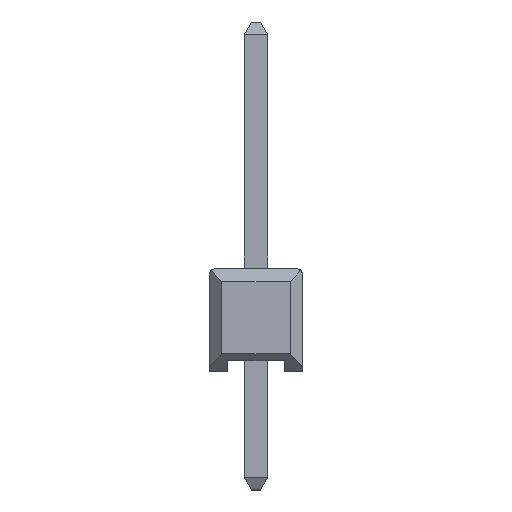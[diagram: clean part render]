
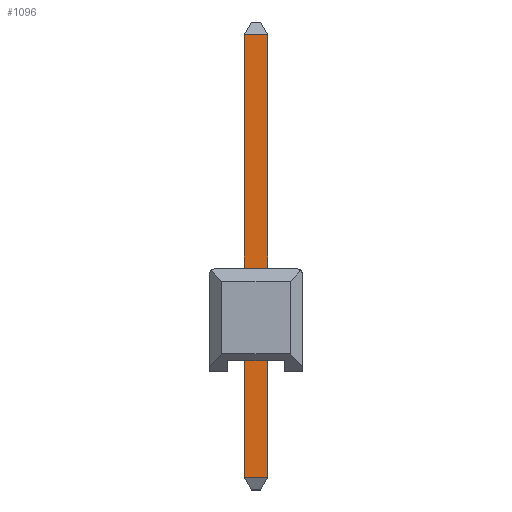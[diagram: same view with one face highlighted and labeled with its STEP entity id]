
A CAD part, left-side view. The second image highlights one B-rep face of the part: STEP entity #1096.
In plain terms, the highlighted planar face has unit normal (-1, 0, 0).
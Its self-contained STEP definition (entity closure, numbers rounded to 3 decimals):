
#1096=ADVANCED_FACE('',(#1750),#10735,.T.);
#1750=FACE_OUTER_BOUND('',#2440,.T.);
#2440=EDGE_LOOP('',(#5041,#5042,#5043,#5044));
#5041=ORIENTED_EDGE('',*,*,#7188,.F.);
#5042=ORIENTED_EDGE('',*,*,#7175,.F.);
#5043=ORIENTED_EDGE('',*,*,#7176,.T.);
#5044=ORIENTED_EDGE('',*,*,#7177,.F.);
#7175=EDGE_CURVE('',#10089,#10088,#8809,.T.);
#7176=EDGE_CURVE('',#10089,#10083,#8810,.T.);
#7177=EDGE_CURVE('',#10082,#10083,#8811,.T.);
#7188=EDGE_CURVE('',#10088,#10082,#8822,.T.);
#8809=B_SPLINE_CURVE_WITH_KNOTS('',1,(#17722,#17723),.UNSPECIFIED.,.F.,
 .F.,(2,2),(-10.526,-1.298),.UNSPECIFIED.);
#8810=B_SPLINE_CURVE_WITH_KNOTS('',1,(#17724,#17725),.UNSPECIFIED.,.F.,
 .F.,(2,2),(10.526,11.156),.UNSPECIFIED.);
#8811=B_SPLINE_CURVE_WITH_KNOTS('',1,(#17726,#17727),.UNSPECIFIED.,.F.,
 .F.,(2,2),(-20.383,-11.156),.UNSPECIFIED.);
#8822=B_SPLINE_CURVE_WITH_KNOTS('',1,(#17748,#17749),.UNSPECIFIED.,.F.,
 .F.,(2,2),(-0.63,0.),.UNSPECIFIED.);
#10082=VERTEX_POINT('',#17694);
#10083=VERTEX_POINT('',#17695);
#10088=VERTEX_POINT('',#17700);
#10089=VERTEX_POINT('',#17701);
#10735=PLANE('',#11373);
#11373=AXIS2_PLACEMENT_3D('',#17683,#11996,$);
#11996=DIRECTION('',(-1.,0.,0.));
#17683=CARTESIAN_POINT('',(-0.315,1.098,10.477));
#17694=CARTESIAN_POINT('',(-0.315,-0.315,9.156));
#17695=CARTESIAN_POINT('',(-0.315,-0.315,-2.86));
#17700=CARTESIAN_POINT('',(-0.315,0.315,9.156));
#17701=CARTESIAN_POINT('',(-0.315,0.315,-2.86));
#17722=CARTESIAN_POINT('',(-0.315,0.315,-2.86));
#17723=CARTESIAN_POINT('',(-0.315,0.315,9.156));
#17724=CARTESIAN_POINT('',(-0.315,0.315,-2.86));
#17725=CARTESIAN_POINT('',(-0.315,-0.315,-2.86));
#17726=CARTESIAN_POINT('',(-0.315,-0.315,9.156));
#17727=CARTESIAN_POINT('',(-0.315,-0.315,-2.86));
#17748=CARTESIAN_POINT('',(-0.315,0.315,9.156));
#17749=CARTESIAN_POINT('',(-0.315,-0.315,9.156));
